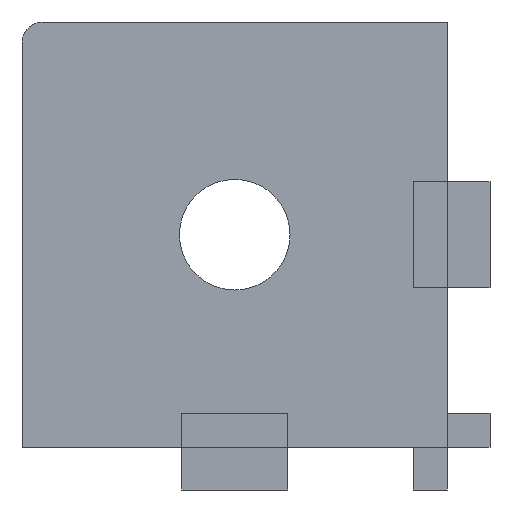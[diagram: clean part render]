
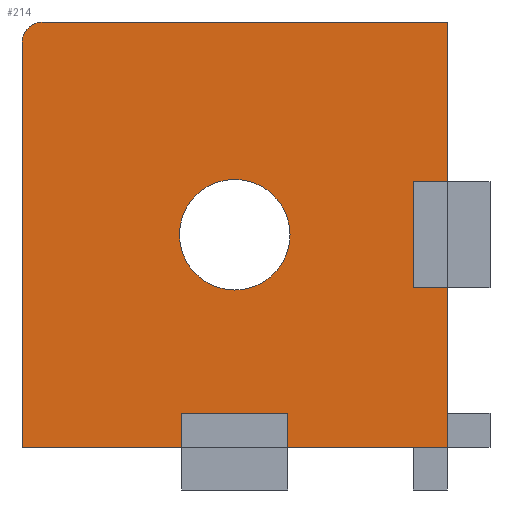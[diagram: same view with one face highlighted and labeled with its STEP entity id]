
A CAD part, left-side view. The second image highlights one B-rep face of the part: STEP entity #214.
In plain terms, the highlighted planar face has unit normal (-1, 0, 0).
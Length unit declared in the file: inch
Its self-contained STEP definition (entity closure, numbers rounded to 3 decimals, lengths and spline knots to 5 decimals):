
#6 = ORIENTED_EDGE ( 'NONE', *, *, #740, .F. ) ;
#18 = ORIENTED_EDGE ( 'NONE', *, *, #98, .T. ) ;
#20 = ORIENTED_EDGE ( 'NONE', *, *, #231, .T. ) ;
#36 = VERTEX_POINT ( 'NONE', #689 ) ;
#47 = EDGE_CURVE ( 'NONE', #128, #36, #790, .T. ) ;
#64 = EDGE_CURVE ( 'NONE', #652, #862, #861, .T. ) ;
#65 = VERTEX_POINT ( 'NONE', #868 ) ;
#68 = EDGE_CURVE ( 'NONE', #240, #1987, #888, .T. ) ;
#76 = EDGE_LOOP ( 'NONE', ( #739, #2006, #405, #245, #204, #383, #1950, #18, #476, #6, #376, #2004, #1732 ) ) ;
#87 = ORIENTED_EDGE ( 'NONE', *, *, #64, .T. ) ;
#88 = VERTEX_POINT ( 'NONE', #1026 ) ;
#98 = EDGE_CURVE ( 'NONE', #240, #128, #1093, .T. ) ;
#128 = VERTEX_POINT ( 'NONE', #1369 ) ;
#135 = EDGE_CURVE ( 'NONE', #448, #88, #1424, .T. ) ;
#164 = VERTEX_POINT ( 'NONE', #1673 ) ;
#187 = EDGE_LOOP ( 'NONE', ( #87, #20 ) ) ;
#204 = ORIENTED_EDGE ( 'NONE', *, *, #2019, .F. ) ;
#214 = ADVANCED_FACE ( 'NONE', ( #709, #710 ), #711, .T. ) ;
#231 = EDGE_CURVE ( 'NONE', #862, #652, #774, .T. ) ;
#240 = VERTEX_POINT ( 'NONE', #794 ) ;
#245 = ORIENTED_EDGE ( 'NONE', *, *, #268, .T. ) ;
#268 = EDGE_CURVE ( 'NONE', #65, #403, #873, .T. ) ;
#286 = VERTEX_POINT ( 'NONE', #958 ) ;
#291 = EDGE_CURVE ( 'NONE', #65, #164, #966, .T. ) ;
#320 = EDGE_CURVE ( 'NONE', #286, #534, #1097, .T. ) ;
#326 = EDGE_CURVE ( 'NONE', #1987, #475, #1125, .T. ) ;
#337 = EDGE_CURVE ( 'NONE', #448, #164, #1156, .T. ) ;
#376 = ORIENTED_EDGE ( 'NONE', *, *, #320, .F. ) ;
#383 = ORIENTED_EDGE ( 'NONE', *, *, #326, .F. ) ;
#403 = VERTEX_POINT ( 'NONE', #1403 ) ;
#405 = ORIENTED_EDGE ( 'NONE', *, *, #291, .F. ) ;
#448 = VERTEX_POINT ( 'NONE', #1607 ) ;
#475 = VERTEX_POINT ( 'NONE', #1639 ) ;
#476 = ORIENTED_EDGE ( 'NONE', *, *, #47, .T. ) ;
#525 = CARTESIAN_POINT ( 'NONE',  ( 0., 0.08, -0.625 ) ) ;
#534 = VERTEX_POINT ( 'NONE', #525 ) ;
#539 = CARTESIAN_POINT ( 'NONE',  ( 0., 0.5, -0.63 ) ) ;
#559 = LINE ( 'NONE', #560, #561 ) ;
#560 = CARTESIAN_POINT ( 'NONE',  ( 0., 0., -0.625 ) ) ;
#561 = VECTOR ( 'NONE', #562, 39.37008 ) ;
#562 = DIRECTION ( 'NONE',  ( 0., -1., 0. ) ) ;
#563 = LINE ( 'NONE', #564, #565 ) ;
#564 = CARTESIAN_POINT ( 'NONE',  ( 0., 0.625, -1. ) ) ;
#565 = VECTOR ( 'NONE', #566, 39.37008 ) ;
#566 = DIRECTION ( 'NONE',  ( 0., 0., -1. ) ) ;
#643 = CARTESIAN_POINT ( 'NONE',  ( 0., 0.5, -0.37 ) ) ;
#652 = VERTEX_POINT ( 'NONE', #539 ) ;
#689 = CARTESIAN_POINT ( 'NONE',  ( 0., 0., -0.625 ) ) ;
#709 = FACE_BOUND ( 'NONE', #187, .T. ) ;
#710 = FACE_OUTER_BOUND ( 'NONE', #76, .T. ) ;
#711 = PLANE ( 'NONE',  #712 ) ;
#712 = AXIS2_PLACEMENT_3D ( 'NONE', #713, #714, #715 ) ;
#713 = CARTESIAN_POINT ( 'NONE',  ( 0., 0., -1. ) ) ;
#714 = DIRECTION ( 'NONE',  ( -1., 0., 0. ) ) ;
#715 = DIRECTION ( 'NONE',  ( 0., 0., 1. ) ) ;
#739 = ORIENTED_EDGE ( 'NONE', *, *, #135, .F. ) ;
#740 = EDGE_CURVE ( 'NONE', #534, #36, #559, .T. ) ;
#774 = CIRCLE ( 'NONE', #776, 0.13 ) ;
#776 = AXIS2_PLACEMENT_3D ( 'NONE', #777, #778, #779 ) ;
#777 = CARTESIAN_POINT ( 'NONE',  ( 0., 0.5, -0.5 ) ) ;
#778 = DIRECTION ( 'NONE',  ( 1., 0., 0. ) ) ;
#779 = DIRECTION ( 'NONE',  ( 0., 0., -1. ) ) ;
#790 = LINE ( 'NONE', #791, #792 ) ;
#791 = CARTESIAN_POINT ( 'NONE',  ( 0., 0., -1. ) ) ;
#792 = VECTOR ( 'NONE', #793, 39.37008 ) ;
#793 = DIRECTION ( 'NONE',  ( 0., 0., 1. ) ) ;
#794 = CARTESIAN_POINT ( 'NONE',  ( 0., 0.375, -1. ) ) ;
#861 = CIRCLE ( 'NONE', #863, 0.13 ) ;
#862 = VERTEX_POINT ( 'NONE', #643 ) ;
#863 = AXIS2_PLACEMENT_3D ( 'NONE', #864, #865, #866 ) ;
#864 = CARTESIAN_POINT ( 'NONE',  ( 0., 0.5, -0.5 ) ) ;
#865 = DIRECTION ( 'NONE',  ( 1., 0., 0. ) ) ;
#866 = DIRECTION ( 'NONE',  ( 0., 0., -1. ) ) ;
#868 = CARTESIAN_POINT ( 'NONE',  ( 0., 1., -1. ) ) ;
#873 = LINE ( 'NONE', #874, #875 ) ;
#874 = CARTESIAN_POINT ( 'NONE',  ( 0., 0., -1. ) ) ;
#875 = VECTOR ( 'NONE', #876, 39.37008 ) ;
#876 = DIRECTION ( 'NONE',  ( 0., -1., 0. ) ) ;
#888 = LINE ( 'NONE', #889, #890 ) ;
#889 = CARTESIAN_POINT ( 'NONE',  ( 0., 0.375, -1. ) ) ;
#890 = VECTOR ( 'NONE', #891, 39.37008 ) ;
#891 = DIRECTION ( 'NONE',  ( 0., 0., 1. ) ) ;
#942 = LINE ( 'NONE', #943, #944 ) ;
#943 = CARTESIAN_POINT ( 'NONE',  ( 0., 0., -1. ) ) ;
#944 = VECTOR ( 'NONE', #945, 39.37008 ) ;
#945 = DIRECTION ( 'NONE',  ( 0., 0., 1. ) ) ;
#958 = CARTESIAN_POINT ( 'NONE',  ( 0., 0.08, -0.375 ) ) ;
#966 = LINE ( 'NONE', #967, #968 ) ;
#967 = CARTESIAN_POINT ( 'NONE',  ( 0., 1., -1. ) ) ;
#968 = VECTOR ( 'NONE', #969, 39.37008 ) ;
#969 = DIRECTION ( 'NONE',  ( 0., 0., 1. ) ) ;
#1026 = CARTESIAN_POINT ( 'NONE',  ( 0., 0., 0. ) ) ;
#1093 = LINE ( 'NONE', #1094, #1095 ) ;
#1094 = CARTESIAN_POINT ( 'NONE',  ( 0., 0., -1. ) ) ;
#1095 = VECTOR ( 'NONE', #1096, 39.37008 ) ;
#1096 = DIRECTION ( 'NONE',  ( 0., -1., 0. ) ) ;
#1097 = LINE ( 'NONE', #1098, #1099 ) ;
#1098 = CARTESIAN_POINT ( 'NONE',  ( 0., 0.08, -0.625 ) ) ;
#1099 = VECTOR ( 'NONE', #1100, 39.37008 ) ;
#1100 = DIRECTION ( 'NONE',  ( 0., 0., -1. ) ) ;
#1125 = LINE ( 'NONE', #1126, #1127 ) ;
#1126 = CARTESIAN_POINT ( 'NONE',  ( 0., 0.625, -0.92 ) ) ;
#1127 = VECTOR ( 'NONE', #1128, 39.37008 ) ;
#1128 = DIRECTION ( 'NONE',  ( 0., 1., 0. ) ) ;
#1156 = CIRCLE ( 'NONE', #1157, 0.05 ) ;
#1157 = AXIS2_PLACEMENT_3D ( 'NONE', #1158, #1159, #1160 ) ;
#1158 = CARTESIAN_POINT ( 'NONE',  ( 0., 0.95, -0.05 ) ) ;
#1159 = DIRECTION ( 'NONE',  ( -1., 0., 0. ) ) ;
#1160 = DIRECTION ( 'NONE',  ( 0., 0., 1. ) ) ;
#1369 = CARTESIAN_POINT ( 'NONE',  ( 0., 0., -1. ) ) ;
#1380 = EDGE_CURVE ( 'NONE', #1963, #88, #942, .T. ) ;
#1403 = CARTESIAN_POINT ( 'NONE',  ( 0., 0.625, -1. ) ) ;
#1424 = LINE ( 'NONE', #1425, #1426 ) ;
#1425 = CARTESIAN_POINT ( 'NONE',  ( 0., 0., 0. ) ) ;
#1426 = VECTOR ( 'NONE', #1427, 39.37008 ) ;
#1427 = DIRECTION ( 'NONE',  ( 0., -1., 0. ) ) ;
#1472 = CARTESIAN_POINT ( 'NONE',  ( 0., 0., -0.375 ) ) ;
#1603 = LINE ( 'NONE', #1604, #1605 ) ;
#1604 = CARTESIAN_POINT ( 'NONE',  ( 0., 0., -0.375 ) ) ;
#1605 = VECTOR ( 'NONE', #1606, 39.37008 ) ;
#1606 = DIRECTION ( 'NONE',  ( 0., 1., 0. ) ) ;
#1607 = CARTESIAN_POINT ( 'NONE',  ( 0., 0.95, 0. ) ) ;
#1639 = CARTESIAN_POINT ( 'NONE',  ( 0., 0.625, -0.92 ) ) ;
#1641 = CARTESIAN_POINT ( 'NONE',  ( 0., 0.375, -0.92 ) ) ;
#1673 = CARTESIAN_POINT ( 'NONE',  ( 0., 1., -0.05 ) ) ;
#1732 = ORIENTED_EDGE ( 'NONE', *, *, #1380, .T. ) ;
#1950 = ORIENTED_EDGE ( 'NONE', *, *, #68, .F. ) ;
#1963 = VERTEX_POINT ( 'NONE', #1472 ) ;
#1979 = EDGE_CURVE ( 'NONE', #1963, #286, #1603, .T. ) ;
#1987 = VERTEX_POINT ( 'NONE', #1641 ) ;
#2004 = ORIENTED_EDGE ( 'NONE', *, *, #1979, .F. ) ;
#2006 = ORIENTED_EDGE ( 'NONE', *, *, #337, .T. ) ;
#2019 = EDGE_CURVE ( 'NONE', #475, #403, #563, .T. ) ;
